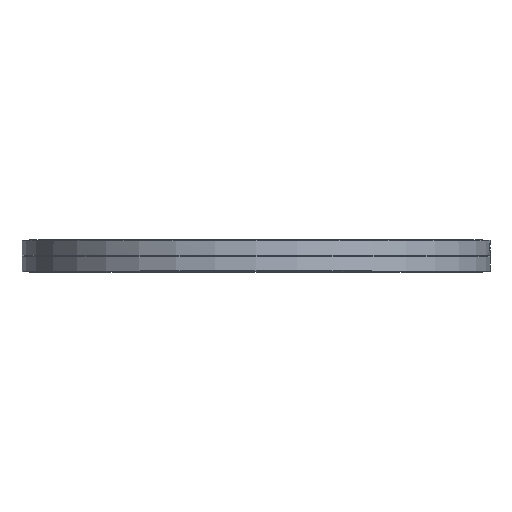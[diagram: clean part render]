
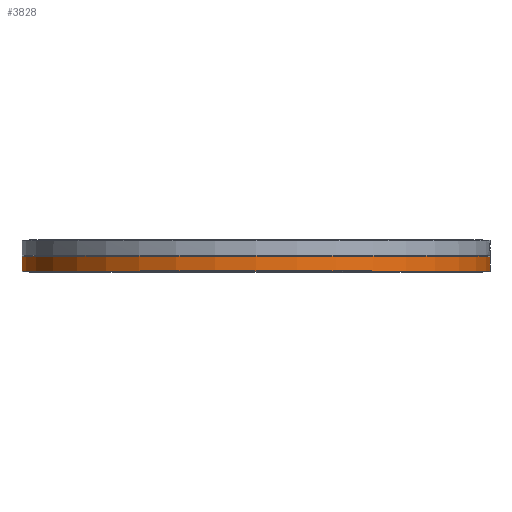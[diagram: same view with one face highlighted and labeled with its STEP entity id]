
A CAD part, top view. The second image highlights one B-rep face of the part: STEP entity #3828.
In plain terms, the highlighted cylindrical face has radius 209.55 mm (diameter 419.1 mm), a full revolution.
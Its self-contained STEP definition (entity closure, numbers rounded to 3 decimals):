
#234=CYLINDRICAL_SURFACE('',#4144,209.55);
#444=FACE_OUTER_BOUND('',#704,.T.);
#704=EDGE_LOOP('',(#2746,#2747,#2748,#2749,#2750,#2751));
#961=LINE('',#5656,#1174);
#1174=VECTOR('',#4685,209.55);
#1434=CIRCLE('',#4142,209.55);
#1435=CIRCLE('',#4143,209.55);
#1436=CIRCLE('',#4145,209.55);
#1437=CIRCLE('',#4146,209.55);
#1674=VERTEX_POINT('',#5646);
#1675=VERTEX_POINT('',#5647);
#1676=VERTEX_POINT('',#5652);
#1677=VERTEX_POINT('',#5653);
#2086=EDGE_CURVE('',#1674,#1675,#1434,.T.);
#2087=EDGE_CURVE('',#1675,#1674,#1435,.T.);
#2089=EDGE_CURVE('',#1676,#1677,#1436,.T.);
#2090=EDGE_CURVE('',#1677,#1676,#1437,.T.);
#2091=EDGE_CURVE('',#1677,#1675,#961,.T.);
#2746=ORIENTED_EDGE('',*,*,#2089,.F.);
#2747=ORIENTED_EDGE('',*,*,#2090,.F.);
#2748=ORIENTED_EDGE('',*,*,#2091,.T.);
#2749=ORIENTED_EDGE('',*,*,#2086,.F.);
#2750=ORIENTED_EDGE('',*,*,#2087,.F.);
#2751=ORIENTED_EDGE('',*,*,#2091,.F.);
#3828=ADVANCED_FACE('',(#444),#234,.T.);
#4142=AXIS2_PLACEMENT_3D('',#5648,#4674,#4675);
#4143=AXIS2_PLACEMENT_3D('',#5649,#4676,#4677);
#4144=AXIS2_PLACEMENT_3D('',#5651,#4679,#4680);
#4145=AXIS2_PLACEMENT_3D('',#5654,#4681,#4682);
#4146=AXIS2_PLACEMENT_3D('',#5655,#4683,#4684);
#4674=DIRECTION('center_axis',(0.,-1.,0.));
#4675=DIRECTION('ref_axis',(1.,0.,0.));
#4676=DIRECTION('center_axis',(0.,-1.,0.));
#4677=DIRECTION('ref_axis',(1.,0.,0.));
#4679=DIRECTION('center_axis',(0.,1.,0.));
#4680=DIRECTION('ref_axis',(-1.,0.,0.));
#4681=DIRECTION('center_axis',(0.,1.,0.));
#4682=DIRECTION('ref_axis',(1.,0.,0.));
#4683=DIRECTION('center_axis',(0.,1.,0.));
#4684=DIRECTION('ref_axis',(1.,0.,0.));
#4685=DIRECTION('',(0.,-1.,0.));
#5646=CARTESIAN_POINT('',(-209.55,0.5,0.));
#5647=CARTESIAN_POINT('',(209.55,0.5,0.));
#5648=CARTESIAN_POINT('Origin',(0.,0.5,0.));
#5649=CARTESIAN_POINT('Origin',(0.,0.5,0.));
#5651=CARTESIAN_POINT('Origin',(0.,6.881,0.));
#5652=CARTESIAN_POINT('',(0.,13.763,-209.55));
#5653=CARTESIAN_POINT('',(209.55,13.763,0.));
#5654=CARTESIAN_POINT('Origin',(0.,13.763,0.));
#5655=CARTESIAN_POINT('Origin',(0.,13.763,0.));
#5656=CARTESIAN_POINT('',(209.55,6.881,0.));
